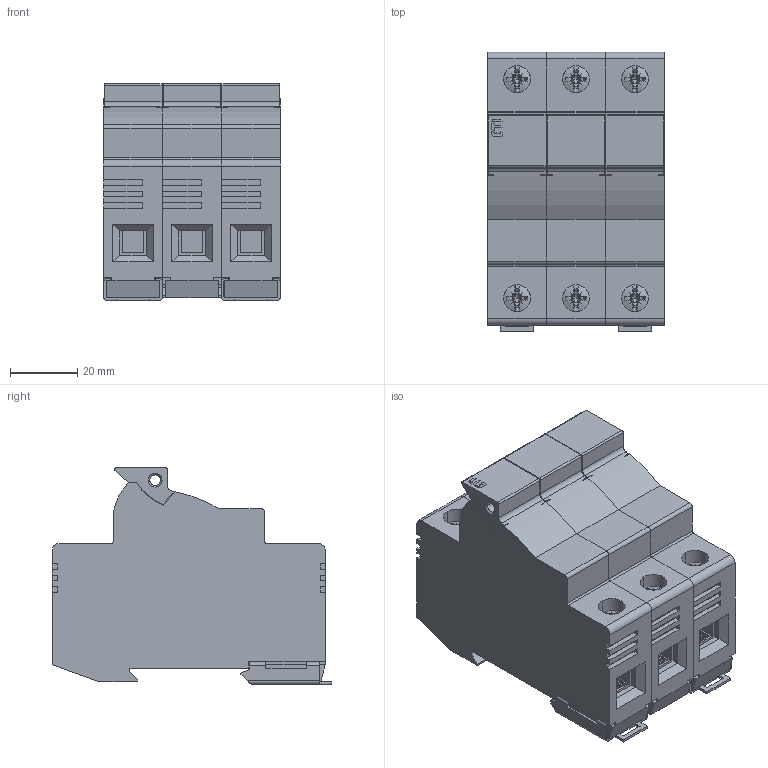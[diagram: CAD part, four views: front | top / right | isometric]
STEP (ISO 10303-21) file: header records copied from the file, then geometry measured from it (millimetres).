
FILE_DESCRIPTION((''),'2;1');
FILE_NAME('EFD_8_3P_ASM','2021-01-19T',('marketing.praksa'),('Audax d.o.o.'),'CREO PARAMETRIC BY PTC INC, 2017480','CREO PARAMETRIC BY PTC INC, 2017480','');
FILE_SCHEMA(('AUTOMOTIVE_DESIGN { 1 0 10303 214 1 1 1 1 }'));
Products named in the file (32): EFD10_1P_2_1_1_2_3_1_1_1_1; SCREW_1_1_2_1_1_1_1; PRT0006_1_1_2_1_1_1_1; CONTACT_1_1_2_1_1_1_1; CONTACT2_1_1_2_1_1_1_1; DI_1_1_1_1_1; LOGO_1_1_2_3_4_1_1_1_1; LOGO_1_1_2_3_4_2_1_1_1; LOGO_1_1_2_3_4_3_1_1_1; LOGO_1_1_2_3_4_ASM_1_ASM_1_ASM__ASM; EFD_8_1P_ASM_1_1_2_ASM_1_ASM_1__ASM; ASM0009_ASM_1_ASM_1_ASM_1_ASM; EFD10_1P_2_1_1_2_3_1_1_1_1_1; SCREW_1_1_2_1_1_1_1_1; PRT0006_1_1_2_1_1_1_1_1; CONTACT_1_1_2_1_1_1_1_1; CONTACT2_1_1_2_1_1_1_1_1; EFD_8_1P_ASM_1_1_2_ASM_1_1_AS_1_ASM; ASM0009_ASM_1_1_ASM_1_ASM_1_ASM; ASM0012_ASM_1_ASM_1_ASM; ASM0011_ASM_1_ASM_1_ASM; EFD10_1P_2_1_1_2_3_1_1_1_2; SCREW_1_1_2_1_1_1_2; PRT0006_1_1_2_1_1_1_2; CONTACT_1_1_2_1_1_1_2; CONTACT2_1_1_2_1_1_1_2; DI_1_1_1_1_2; EFD_8_1P_ASM_1_1_2_ASM_1_ASM__1_ASM; ASM0009_ASM_1_ASM_1_1_ASM; EFD_8_1P_ASM_1_ASM; EFD_8_2P_ASM_1_ASM; EFD_8_3P_ASM
Assembly tree (31 placements, depth 7):
  EFD_8_3P_ASM
    EFD_8_2P_ASM_1_ASM
      ASM0011_ASM_1_ASM_1_ASM
        ASM0009_ASM_1_ASM_1_ASM_1_ASM
          EFD_8_1P_ASM_1_1_2_ASM_1_ASM_1__ASM
            EFD10_1P_2_1_1_2_3_1_1_1_1
            SCREW_1_1_2_1_1_1_1
            PRT0006_1_1_2_1_1_1_1
            CONTACT_1_1_2_1_1_1_1
            CONTACT2_1_1_2_1_1_1_1
            DI_1_1_1_1_1
            LOGO_1_1_2_3_4_ASM_1_ASM_1_ASM__ASM
              LOGO_1_1_2_3_4_1_1_1_1
              LOGO_1_1_2_3_4_2_1_1_1
              LOGO_1_1_2_3_4_3_1_1_1
        ASM0012_ASM_1_ASM_1_ASM
          ASM0009_ASM_1_1_ASM_1_ASM_1_ASM
            EFD_8_1P_ASM_1_1_2_ASM_1_1_AS_1_ASM
              EFD10_1P_2_1_1_2_3_1_1_1_1_1
              SCREW_1_1_2_1_1_1_1_1
              PRT0006_1_1_2_1_1_1_1_1
              CONTACT_1_1_2_1_1_1_1_1
              CONTACT2_1_1_2_1_1_1_1_1
      EFD_8_1P_ASM_1_ASM
        ASM0009_ASM_1_ASM_1_1_ASM
          EFD_8_1P_ASM_1_1_2_ASM_1_ASM__1_ASM
            EFD10_1P_2_1_1_2_3_1_1_1_2
            SCREW_1_1_2_1_1_1_2
            PRT0006_1_1_2_1_1_1_2
            CONTACT_1_1_2_1_1_1_2
            CONTACT2_1_1_2_1_1_1_2
            DI_1_1_1_1_2
Bounding box: 52.51 x 82.89 x 64.4 mm (x, y, z)
Volume: 194049.6 mm3; surface area: 50800.7 mm2
Topology: 20 solids, 20 shells, 1167 faces, 3190 edges, 2125 vertices
Faces by surface type: plane 903, cylinder 180, cone 48, bspline 18, sphere 12, torus 6
Entity records: 58116 total; most frequent: CARTESIAN_POINT 9106, ORIENTED_EDGE 6356, DIRECTION 5922, PRESENTATION_STYLE_ASSIGNMENT 4365, STYLED_ITEM 4365, CURVE_STYLE 3178, EDGE_CURVE 3178, VECTOR 2256
